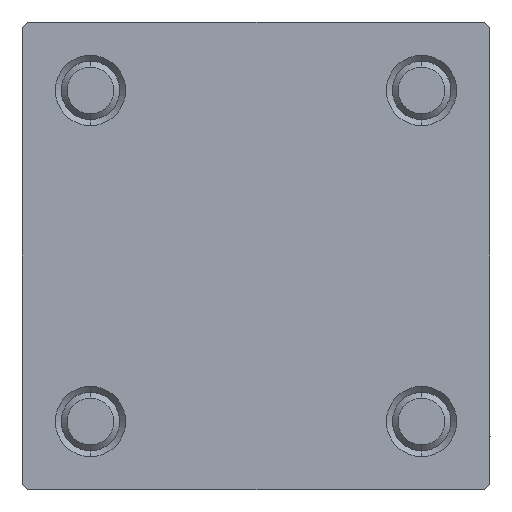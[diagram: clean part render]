
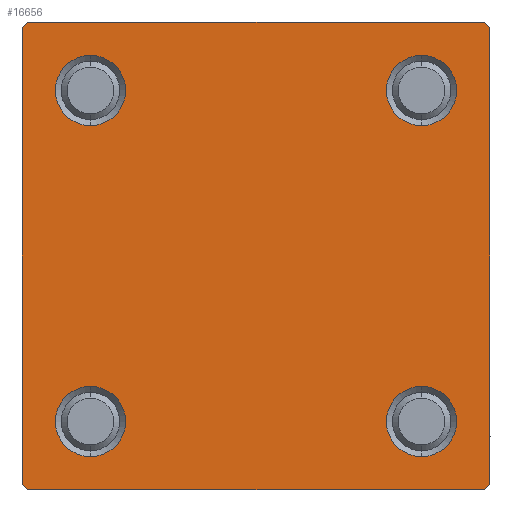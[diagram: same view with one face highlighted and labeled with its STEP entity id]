
A CAD part, left-side view. The second image highlights one B-rep face of the part: STEP entity #16656.
In plain terms, the highlighted planar face has unit normal (-1, 0, 0).
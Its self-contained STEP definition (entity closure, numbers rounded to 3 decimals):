
#179 = EDGE_CURVE ( 'NONE', #30886, #37948, #13047, .T. ) ;
#436 = CARTESIAN_POINT ( 'NONE',  ( 0., 20., -19.5 ) ) ;
#1245 = EDGE_CURVE ( 'NONE', #8357, #44584, #17151, .T. ) ;
#2576 = VERTEX_POINT ( 'NONE', #48298 ) ;
#2726 = VERTEX_POINT ( 'NONE', #27427 ) ;
#2823 = LINE ( 'NONE', #3312, #18253 ) ;
#3312 = CARTESIAN_POINT ( 'NONE',  ( 0., -19.75, 19.75 ) ) ;
#3492 = DIRECTION ( 'NONE',  ( 1., 0., 0. ) ) ;
#3504 = VECTOR ( 'NONE', #12535, 1000. ) ;
#3632 = ORIENTED_EDGE ( 'NONE', *, *, #179, .T. ) ;
#3935 = EDGE_LOOP ( 'NONE', ( #39171, #6933, #32752, #31579, #35472, #9242, #33921, #29943 ) ) ;
#4793 = DIRECTION ( 'NONE',  ( 1., 0., 0. ) ) ;
#4808 = FACE_OUTER_BOUND ( 'NONE', #3935, .T. ) ;
#5197 = DIRECTION ( 'NONE',  ( 1., 0., 0. ) ) ;
#5202 = AXIS2_PLACEMENT_3D ( 'NONE', #24216, #38714, #15857 ) ;
#5287 = CIRCLE ( 'NONE', #7703, 3. ) ;
#6190 = EDGE_CURVE ( 'NONE', #11478, #47450, #35395, .T. ) ;
#6275 = CARTESIAN_POINT ( 'NONE',  ( 0., -20., 19.5 ) ) ;
#6499 = DIRECTION ( 'NONE',  ( 0., 0., 1. ) ) ;
#6550 = CARTESIAN_POINT ( 'NONE',  ( 0., 14.15, -14.15 ) ) ;
#6637 = CARTESIAN_POINT ( 'NONE',  ( 0., 19.5, -20. ) ) ;
#6933 = ORIENTED_EDGE ( 'NONE', *, *, #19814, .T. ) ;
#6972 = LINE ( 'NONE', #11769, #14846 ) ;
#7703 = AXIS2_PLACEMENT_3D ( 'NONE', #39100, #8360, #43420 ) ;
#8126 = DIRECTION ( 'NONE',  ( 0., 0., -1. ) ) ;
#8174 = LINE ( 'NONE', #11759, #8257 ) ;
#8257 = VECTOR ( 'NONE', #19124, 1000. ) ;
#8357 = VERTEX_POINT ( 'NONE', #21577 ) ;
#8360 = DIRECTION ( 'NONE',  ( 1., 0., 0. ) ) ;
#8448 = CIRCLE ( 'NONE', #5202, 3. ) ;
#8609 = FACE_BOUND ( 'NONE', #45597, .T. ) ;
#8913 = VERTEX_POINT ( 'NONE', #33389 ) ;
#9242 = ORIENTED_EDGE ( 'NONE', *, *, #36356, .T. ) ;
#9805 = DIRECTION ( 'NONE',  ( 0., -1., 0. ) ) ;
#10320 = DIRECTION ( 'NONE',  ( 1., 0., 0. ) ) ;
#11456 = AXIS2_PLACEMENT_3D ( 'NONE', #6550, #17744, #22038 ) ;
#11478 = VERTEX_POINT ( 'NONE', #29289 ) ;
#11759 = CARTESIAN_POINT ( 'NONE',  ( 0., -20., 20. ) ) ;
#11769 = CARTESIAN_POINT ( 'NONE',  ( 0., 20., 20. ) ) ;
#12264 = CIRCLE ( 'NONE', #11456, 3. ) ;
#12432 = FACE_BOUND ( 'NONE', #49152, .T. ) ;
#12453 = LINE ( 'NONE', #16269, #23571 ) ;
#12535 = DIRECTION ( 'NONE',  ( 0., 0.707, -0.707 ) ) ;
#13015 = ORIENTED_EDGE ( 'NONE', *, *, #23333, .T. ) ;
#13047 = CIRCLE ( 'NONE', #39002, 3. ) ;
#13234 = EDGE_CURVE ( 'NONE', #37948, #30886, #8448, .T. ) ;
#14691 = CARTESIAN_POINT ( 'NONE',  ( 0., 20., 19.5 ) ) ;
#14846 = VECTOR ( 'NONE', #30812, 1000. ) ;
#15316 = LINE ( 'NONE', #38914, #18473 ) ;
#15492 = DIRECTION ( 'NONE',  ( -1., 0., 0. ) ) ;
#15730 = CARTESIAN_POINT ( 'NONE',  ( 0., -14.15, -11.15 ) ) ;
#15857 = DIRECTION ( 'NONE',  ( 0., 0., 1. ) ) ;
#16144 = CARTESIAN_POINT ( 'NONE',  ( 0., 14.15, -14.15 ) ) ;
#16269 = CARTESIAN_POINT ( 'NONE',  ( 0., 20., 20. ) ) ;
#16495 = CARTESIAN_POINT ( 'NONE',  ( 0., 0., 0. ) ) ;
#16656 = ADVANCED_FACE ( 'NONE', ( #12432, #42407, #43415, #8609, #4808 ), #35794, .T. ) ;
#17151 = CIRCLE ( 'NONE', #31751, 3. ) ;
#17351 = DIRECTION ( 'NONE',  ( 0., -0.707, -0.707 ) ) ;
#17744 = DIRECTION ( 'NONE',  ( 1., 0., 0. ) ) ;
#18253 = VECTOR ( 'NONE', #30008, 1000. ) ;
#18473 = VECTOR ( 'NONE', #34847, 1000. ) ;
#18691 = CARTESIAN_POINT ( 'NONE',  ( 0., -14.15, 11.15 ) ) ;
#19124 = DIRECTION ( 'NONE',  ( 0., 0., -1. ) ) ;
#19527 = CARTESIAN_POINT ( 'NONE',  ( 0., -14.15, 14.15 ) ) ;
#19541 = AXIS2_PLACEMENT_3D ( 'NONE', #45107, #10320, #6499 ) ;
#19814 = EDGE_CURVE ( 'NONE', #24830, #36423, #48340, .T. ) ;
#20515 = EDGE_LOOP ( 'NONE', ( #13015, #31759 ) ) ;
#20688 = DIRECTION ( 'NONE',  ( 0., 0., 1. ) ) ;
#21215 = ORIENTED_EDGE ( 'NONE', *, *, #26302, .T. ) ;
#21577 = CARTESIAN_POINT ( 'NONE',  ( 0., -14.15, -17.15 ) ) ;
#22038 = DIRECTION ( 'NONE',  ( 0., 0., 1. ) ) ;
#22133 = CIRCLE ( 'NONE', #31830, 3. ) ;
#22701 = EDGE_CURVE ( 'NONE', #47450, #24830, #12453, .T. ) ;
#23039 = EDGE_CURVE ( 'NONE', #49529, #30106, #12264, .T. ) ;
#23333 = EDGE_CURVE ( 'NONE', #44584, #8357, #26872, .T. ) ;
#23571 = VECTOR ( 'NONE', #8126, 1000. ) ;
#23592 = DIRECTION ( 'NONE',  ( 0., 0., 1. ) ) ;
#23746 = CARTESIAN_POINT ( 'NONE',  ( 0., -14.15, 17.15 ) ) ;
#24216 = CARTESIAN_POINT ( 'NONE',  ( 0., -14.15, 14.15 ) ) ;
#24830 = VERTEX_POINT ( 'NONE', #436 ) ;
#25035 = VERTEX_POINT ( 'NONE', #6275 ) ;
#25534 = EDGE_CURVE ( 'NONE', #25035, #39391, #8174, .T. ) ;
#26302 = EDGE_CURVE ( 'NONE', #41535, #2726, #41602, .T. ) ;
#26373 = CARTESIAN_POINT ( 'NONE',  ( 0., -14.15, -14.15 ) ) ;
#26872 = CIRCLE ( 'NONE', #19541, 3. ) ;
#27041 = EDGE_CURVE ( 'NONE', #30106, #49529, #22133, .T. ) ;
#27427 = CARTESIAN_POINT ( 'NONE',  ( 0., 14.15, 11.15 ) ) ;
#28198 = EDGE_CURVE ( 'NONE', #11478, #2576, #6972, .T. ) ;
#29289 = CARTESIAN_POINT ( 'NONE',  ( 0., 19.5, 20. ) ) ;
#29943 = ORIENTED_EDGE ( 'NONE', *, *, #6190, .T. ) ;
#29947 = DIRECTION ( 'NONE',  ( 0., 0., 1. ) ) ;
#30008 = DIRECTION ( 'NONE',  ( 0., 0.707, 0.707 ) ) ;
#30106 = VERTEX_POINT ( 'NONE', #40738 ) ;
#30305 = CARTESIAN_POINT ( 'NONE',  ( 0., 14.15, 17.15 ) ) ;
#30812 = DIRECTION ( 'NONE',  ( 0., -1., 0. ) ) ;
#30831 = ORIENTED_EDGE ( 'NONE', *, *, #27041, .T. ) ;
#30886 = VERTEX_POINT ( 'NONE', #23746 ) ;
#30970 = DIRECTION ( 'NONE',  ( 0., 0., 1. ) ) ;
#31030 = AXIS2_PLACEMENT_3D ( 'NONE', #40686, #36629, #33076 ) ;
#31579 = ORIENTED_EDGE ( 'NONE', *, *, #45448, .T. ) ;
#31751 = AXIS2_PLACEMENT_3D ( 'NONE', #26373, #3492, #29947 ) ;
#31759 = ORIENTED_EDGE ( 'NONE', *, *, #1245, .T. ) ;
#31830 = AXIS2_PLACEMENT_3D ( 'NONE', #16144, #5197, #20688 ) ;
#31905 = CARTESIAN_POINT ( 'NONE',  ( 0., 20., -20. ) ) ;
#32752 = ORIENTED_EDGE ( 'NONE', *, *, #46475, .T. ) ;
#33076 = DIRECTION ( 'NONE',  ( 0., 0., 1. ) ) ;
#33389 = CARTESIAN_POINT ( 'NONE',  ( 0., -19.5, -20. ) ) ;
#33855 = VECTOR ( 'NONE', #17351, 1000. ) ;
#33921 = ORIENTED_EDGE ( 'NONE', *, *, #28198, .F. ) ;
#34847 = DIRECTION ( 'NONE',  ( 0., -0.707, 0.707 ) ) ;
#35140 = CARTESIAN_POINT ( 'NONE',  ( 0., 19.75, 19.75 ) ) ;
#35395 = LINE ( 'NONE', #35140, #3504 ) ;
#35472 = ORIENTED_EDGE ( 'NONE', *, *, #25534, .F. ) ;
#35794 = PLANE ( 'NONE',  #36130 ) ;
#36130 = AXIS2_PLACEMENT_3D ( 'NONE', #16495, #15492, #30970 ) ;
#36356 = EDGE_CURVE ( 'NONE', #25035, #2576, #2823, .T. ) ;
#36423 = VERTEX_POINT ( 'NONE', #6637 ) ;
#36580 = EDGE_CURVE ( 'NONE', #2726, #41535, #5287, .T. ) ;
#36629 = DIRECTION ( 'NONE',  ( 1., 0., 0. ) ) ;
#36729 = LINE ( 'NONE', #31905, #46881 ) ;
#36916 = CARTESIAN_POINT ( 'NONE',  ( 0., 19.75, -19.75 ) ) ;
#37835 = EDGE_LOOP ( 'NONE', ( #30831, #49738 ) ) ;
#37841 = ORIENTED_EDGE ( 'NONE', *, *, #36580, .T. ) ;
#37948 = VERTEX_POINT ( 'NONE', #18691 ) ;
#38714 = DIRECTION ( 'NONE',  ( 1., 0., 0. ) ) ;
#38914 = CARTESIAN_POINT ( 'NONE',  ( 0., -19.75, -19.75 ) ) ;
#39002 = AXIS2_PLACEMENT_3D ( 'NONE', #19527, #4793, #23592 ) ;
#39100 = CARTESIAN_POINT ( 'NONE',  ( 0., 14.15, 14.15 ) ) ;
#39171 = ORIENTED_EDGE ( 'NONE', *, *, #22701, .T. ) ;
#39391 = VERTEX_POINT ( 'NONE', #48575 ) ;
#40686 = CARTESIAN_POINT ( 'NONE',  ( 0., 14.15, 14.15 ) ) ;
#40738 = CARTESIAN_POINT ( 'NONE',  ( 0., 14.15, -11.15 ) ) ;
#41535 = VERTEX_POINT ( 'NONE', #30305 ) ;
#41602 = CIRCLE ( 'NONE', #31030, 3. ) ;
#42407 = FACE_BOUND ( 'NONE', #20515, .T. ) ;
#43415 = FACE_BOUND ( 'NONE', #37835, .T. ) ;
#43420 = DIRECTION ( 'NONE',  ( 0., 0., 1. ) ) ;
#44584 = VERTEX_POINT ( 'NONE', #15730 ) ;
#45107 = CARTESIAN_POINT ( 'NONE',  ( 0., -14.15, -14.15 ) ) ;
#45448 = EDGE_CURVE ( 'NONE', #8913, #39391, #15316, .T. ) ;
#45597 = EDGE_LOOP ( 'NONE', ( #21215, #37841 ) ) ;
#46273 = ORIENTED_EDGE ( 'NONE', *, *, #13234, .T. ) ;
#46475 = EDGE_CURVE ( 'NONE', #36423, #8913, #36729, .T. ) ;
#46881 = VECTOR ( 'NONE', #9805, 1000. ) ;
#47450 = VERTEX_POINT ( 'NONE', #14691 ) ;
#48298 = CARTESIAN_POINT ( 'NONE',  ( 0., -19.5, 20. ) ) ;
#48340 = LINE ( 'NONE', #36916, #33855 ) ;
#48575 = CARTESIAN_POINT ( 'NONE',  ( 0., -20., -19.5 ) ) ;
#48620 = CARTESIAN_POINT ( 'NONE',  ( 0., 14.15, -17.15 ) ) ;
#49152 = EDGE_LOOP ( 'NONE', ( #3632, #46273 ) ) ;
#49529 = VERTEX_POINT ( 'NONE', #48620 ) ;
#49738 = ORIENTED_EDGE ( 'NONE', *, *, #23039, .T. ) ;
